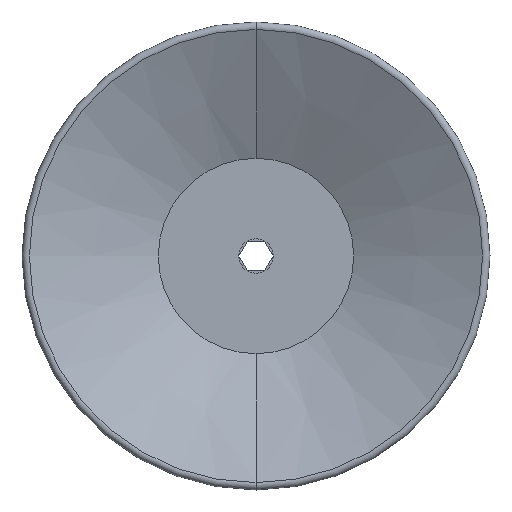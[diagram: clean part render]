
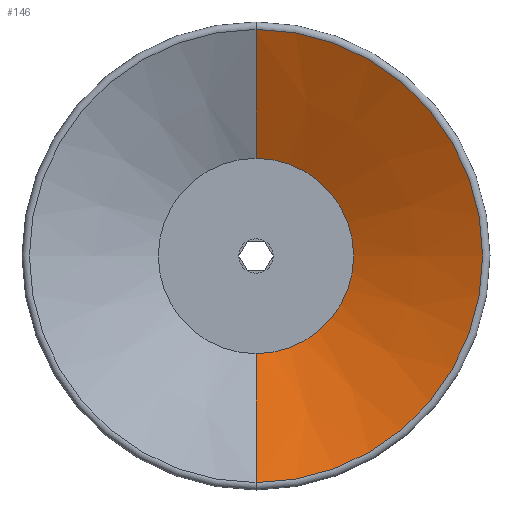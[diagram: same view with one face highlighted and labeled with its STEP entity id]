
A CAD part, front view. The second image highlights one B-rep face of the part: STEP entity #146.
In plain terms, the highlighted conical face has half-angle 64.273 degrees and reference radius 26.5 mm.
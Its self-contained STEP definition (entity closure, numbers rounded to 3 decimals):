
#146=ADVANCED_FACE('',(#367),#368,.F.);
#367=FACE_OUTER_BOUND('',#669,.T.);
#368=CONICAL_SURFACE('',#670,26.5,1.122);
#669=EDGE_LOOP('',(#4779,#4780,#4781,#4782));
#670=AXIS2_PLACEMENT_3D('',#4783,#4784,#4785);
#4779=ORIENTED_EDGE('',*,*,#5457,.F.);
#4780=ORIENTED_EDGE('',*,*,#5407,.F.);
#4781=ORIENTED_EDGE('',*,*,#5459,.T.);
#4782=ORIENTED_EDGE('',*,*,#5452,.F.);
#4783=CARTESIAN_POINT('',(0.0,-17.0,0.0));
#4784=DIRECTION('',(0.0,-1.0,-0.0));
#4785=DIRECTION('',(0.0,0.0,-1.0));
#5407=EDGE_CURVE('',#5737,#5739,#5740,.T.);
#5452=EDGE_CURVE('',#5814,#5815,#5816,.T.);
#5457=EDGE_CURVE('',#5739,#5814,#5821,.T.);
#5459=EDGE_CURVE('',#5737,#5815,#5823,.T.);
#5737=VERTEX_POINT('',#6206);
#5739=VERTEX_POINT('',#6209);
#5740=CIRCLE('',#6210,26.5);
#5814=VERTEX_POINT('',#6724);
#5815=VERTEX_POINT('',#6725);
#5816=CIRCLE('',#6726,61.492);
#5821=LINE('',#6731,#6732);
#5823=LINE('',#6734,#6735);
#6206=CARTESIAN_POINT('',(0.0,-17.0,-26.5));
#6209=CARTESIAN_POINT('',(0.,-17.0,26.5));
#6210=AXIS2_PLACEMENT_3D('',#8313,#8314,#8315);
#6724=CARTESIAN_POINT('',(0.,-33.861,61.492));
#6725=CARTESIAN_POINT('',(0.0,-33.861,-61.492));
#6726=AXIS2_PLACEMENT_3D('',#8364,#8365,#8366);
#6731=CARTESIAN_POINT('',(0.,-17.0,26.5));
#6732=VECTOR('',#8376,1000.0);
#6734=CARTESIAN_POINT('',(0.0,-17.0,-26.5));
#6735=VECTOR('',#8380,1000.0);
#8313=CARTESIAN_POINT('',(0.0,-17.0,0.0));
#8314=DIRECTION('',(0.0,-1.0,0.0));
#8315=DIRECTION('',(0.0,0.0,-1.0));
#8364=CARTESIAN_POINT('',(0.0,-33.861,0.0));
#8365=DIRECTION('',(0.0,1.0,0.0));
#8366=DIRECTION('',(0.0,0.0,1.0));
#8376=DIRECTION('',(0.,-0.434,0.901));
#8380=DIRECTION('',(0.0,-0.434,-0.901));
